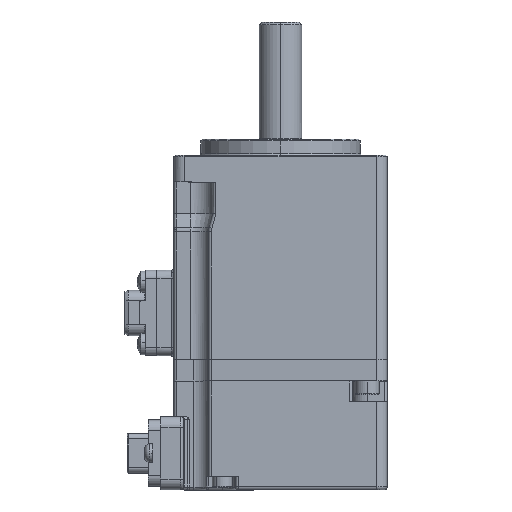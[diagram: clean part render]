
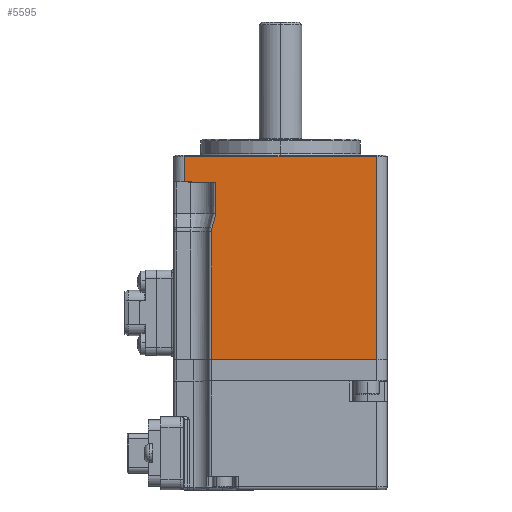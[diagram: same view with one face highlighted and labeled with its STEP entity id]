
A CAD part, top view. The second image highlights one B-rep face of the part: STEP entity #5595.
In plain terms, the highlighted planar face has unit normal (0, 0, 1).
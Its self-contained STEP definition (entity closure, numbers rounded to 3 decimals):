
#38 = CARTESIAN_POINT ( 'NONE',  ( -18., 41.4, 20. ) ) ;
#95 = VECTOR ( 'NONE', #2479, 1000. ) ;
#285 = VECTOR ( 'NONE', #21274, 1000. ) ;
#531 = CARTESIAN_POINT ( 'NONE',  ( -18., 38.2, 20. ) ) ;
#660 = ORIENTED_EDGE ( 'NONE', *, *, #21154, .T. ) ;
#1099 = DIRECTION ( 'NONE',  ( 0., -1., 0. ) ) ;
#1172 = EDGE_CURVE ( 'NONE', #20331, #25464, #16834, .T. ) ;
#1306 = CARTESIAN_POINT ( 'NONE',  ( -13., 41.4, 20. ) ) ;
#1361 = CARTESIAN_POINT ( 'NONE',  ( 18., 0., 20. ) ) ;
#1477 = CARTESIAN_POINT ( 'NONE',  ( -8.935, 38.862, 20. ) ) ;
#1933 = CARTESIAN_POINT ( 'NONE',  ( -10.5, 24., 20. ) ) ;
#2186 = DIRECTION ( 'NONE',  ( -1., 0., 0. ) ) ;
#2479 = DIRECTION ( 'NONE',  ( 1., 0., 0. ) ) ;
#2659 = DIRECTION ( 'NONE',  ( -1., 0., 0. ) ) ;
#3144 = PLANE ( 'NONE',  #10671 ) ;
#3289 = CARTESIAN_POINT ( 'NONE',  ( -18., 41.4, 20. ) ) ;
#3400 = ORIENTED_EDGE ( 'NONE', *, *, #1172, .T. ) ;
#3858 = LINE ( 'NONE', #38, #25470 ) ;
#5389 = VECTOR ( 'NONE', #1099, 1000. ) ;
#5445 = CARTESIAN_POINT ( 'NONE',  ( -12.163, 33.263, 20. ) ) ;
#5595 = ADVANCED_FACE ( 'NONE', ( #7222 ), #3144, .F. ) ;
#5638 = ORIENTED_EDGE ( 'NONE', *, *, #23423, .T. ) ;
#6431 = EDGE_CURVE ( 'NONE', #24172, #19903, #18208, .T. ) ;
#6702 = EDGE_LOOP ( 'NONE', ( #8461, #21345, #5638, #25796, #6811, #660, #23461, #18984, #3400 ) ) ;
#6811 = ORIENTED_EDGE ( 'NONE', *, *, #21538, .T. ) ;
#7113 = LINE ( 'NONE', #1306, #13711 ) ;
#7222 = FACE_OUTER_BOUND ( 'NONE', #6702, .T. ) ;
#8025 = CARTESIAN_POINT ( 'NONE',  ( -12.907, 24.674, 20. ) ) ;
#8461 = ORIENTED_EDGE ( 'NONE', *, *, #13010, .F. ) ;
#8928 = CARTESIAN_POINT ( 'NONE',  ( -18., 38.2, 20. ) ) ;
#9326 = DIRECTION ( 'NONE',  ( 0., -1., 0. ) ) ;
#9860 = VECTOR ( 'NONE', #2659, 1000. ) ;
#10204 = DIRECTION ( 'NONE',  ( 0., 0., 1. ) ) ;
#10448 = CARTESIAN_POINT ( 'NONE',  ( -18.14, 33.368, 20. ) ) ;
#10470 = VERTEX_POINT ( 'NONE', #19112 ) ;
#10671 = AXIS2_PLACEMENT_3D ( 'NONE', #3289, #25666, #21574 ) ;
#10777 = VECTOR ( 'NONE', #25711, 1000. ) ;
#11015 = VERTEX_POINT ( 'NONE', #8025 ) ;
#11213 = EDGE_CURVE ( 'NONE', #16867, #20331, #7113, .T. ) ;
#11893 = VERTEX_POINT ( 'NONE', #5445 ) ;
#13010 = EDGE_CURVE ( 'NONE', #24172, #25464, #25328, .T. ) ;
#13352 = CARTESIAN_POINT ( 'NONE',  ( 18., 41.4, 20. ) ) ;
#13711 = VECTOR ( 'NONE', #9326, 1000. ) ;
#14593 = CARTESIAN_POINT ( 'NONE',  ( -18., 0., 20. ) ) ;
#14889 = EDGE_CURVE ( 'NONE', #11015, #16867, #18323, .T. ) ;
#15433 = EDGE_CURVE ( 'NONE', #10470, #11893, #22303, .T. ) ;
#16834 = LINE ( 'NONE', #14593, #95 ) ;
#16867 = VERTEX_POINT ( 'NONE', #20072 ) ;
#17080 = AXIS2_PLACEMENT_3D ( 'NONE', #1933, #10204, #2186 ) ;
#17585 = LINE ( 'NONE', #25617, #285 ) ;
#18208 = LINE ( 'NONE', #531, #9860 ) ;
#18323 = CIRCLE ( 'NONE', #17080, 2.5 ) ;
#18484 = DIRECTION ( 'NONE',  ( 1., -0.017, 0. ) ) ;
#18984 = ORIENTED_EDGE ( 'NONE', *, *, #11213, .T. ) ;
#19112 = CARTESIAN_POINT ( 'NONE',  ( -18., 33.365, 20. ) ) ;
#19903 = VERTEX_POINT ( 'NONE', #8928 ) ;
#20072 = CARTESIAN_POINT ( 'NONE',  ( -13., 24., 20. ) ) ;
#20331 = VERTEX_POINT ( 'NONE', #25132 ) ;
#21154 = EDGE_CURVE ( 'NONE', #24889, #11015, #21503, .T. ) ;
#21274 = DIRECTION ( 'NONE',  ( 0., -1., 0. ) ) ;
#21345 = ORIENTED_EDGE ( 'NONE', *, *, #6431, .T. ) ;
#21503 = LINE ( 'NONE', #1477, #10777 ) ;
#21538 = EDGE_CURVE ( 'NONE', #11893, #24889, #17585, .T. ) ;
#21574 = DIRECTION ( 'NONE',  ( -1., 0., 0. ) ) ;
#22030 = DIRECTION ( 'NONE',  ( 0., -1., 0. ) ) ;
#22303 = LINE ( 'NONE', #10448, #22380 ) ;
#22380 = VECTOR ( 'NONE', #18484, 1000. ) ;
#23423 = EDGE_CURVE ( 'NONE', #19903, #10470, #3858, .T. ) ;
#23461 = ORIENTED_EDGE ( 'NONE', *, *, #14889, .T. ) ;
#24172 = VERTEX_POINT ( 'NONE', #26025 ) ;
#24450 = CARTESIAN_POINT ( 'NONE',  ( -12.163, 27.331, 20. ) ) ;
#24889 = VERTEX_POINT ( 'NONE', #24450 ) ;
#25132 = CARTESIAN_POINT ( 'NONE',  ( -13., 0., 20. ) ) ;
#25328 = LINE ( 'NONE', #13352, #5389 ) ;
#25464 = VERTEX_POINT ( 'NONE', #1361 ) ;
#25470 = VECTOR ( 'NONE', #22030, 1000. ) ;
#25617 = CARTESIAN_POINT ( 'NONE',  ( -12.163, 25.546, 20. ) ) ;
#25666 = DIRECTION ( 'NONE',  ( 0., 0., -1. ) ) ;
#25711 = DIRECTION ( 'NONE',  ( -0.27, -0.963, 0. ) ) ;
#25796 = ORIENTED_EDGE ( 'NONE', *, *, #15433, .T. ) ;
#26025 = CARTESIAN_POINT ( 'NONE',  ( 18., 38.2, 20. ) ) ;
